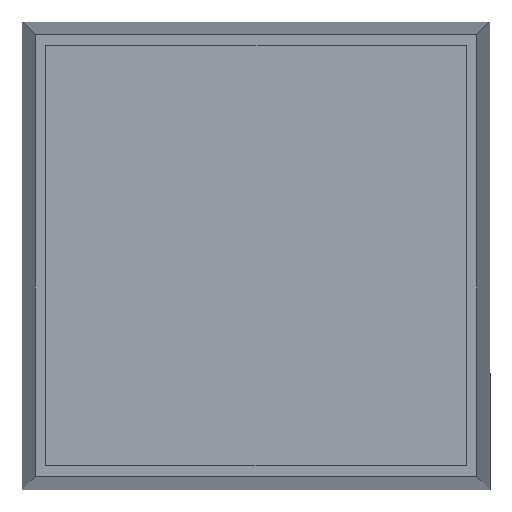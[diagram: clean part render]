
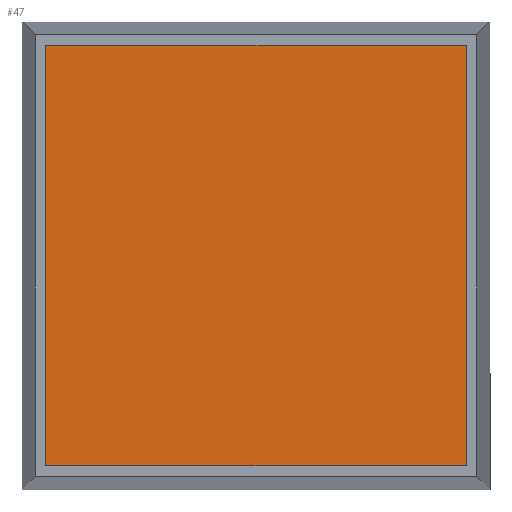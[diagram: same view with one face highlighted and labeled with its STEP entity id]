
A CAD part, top view. The second image highlights one B-rep face of the part: STEP entity #47.
In plain terms, the highlighted planar face has unit normal (0, 0, 1).
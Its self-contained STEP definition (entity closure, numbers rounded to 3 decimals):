
#26 = AXIS2_PLACEMENT_3D ( 'NONE', #137, #97, #145 ) ;
#47 = ADVANCED_FACE ( 'NONE', ( #297 ), #189, .T. ) ;
#58 = EDGE_CURVE ( 'NONE', #247, #256, #270, .T. ) ;
#59 = EDGE_CURVE ( 'NONE', #353, #247, #235, .T. ) ;
#63 = DIRECTION ( 'NONE',  ( -1., 0., 0. ) ) ;
#73 = CARTESIAN_POINT ( 'NONE',  ( -21., 21.207, 1. ) ) ;
#94 = DIRECTION ( 'NONE',  ( 0., -1., 0. ) ) ;
#97 = DIRECTION ( 'NONE',  ( 0., 0., 1. ) ) ;
#101 = DIRECTION ( 'NONE',  ( 1., 0., 0. ) ) ;
#106 = CARTESIAN_POINT ( 'NONE',  ( 21.207, -21.207, 1. ) ) ;
#118 = CARTESIAN_POINT ( 'NONE',  ( 21., -21.207, 1. ) ) ;
#122 = CARTESIAN_POINT ( 'NONE',  ( -21.207, -21., 1. ) ) ;
#123 = CARTESIAN_POINT ( 'NONE',  ( -21.207, -21.207, 1. ) ) ;
#135 = CARTESIAN_POINT ( 'NONE',  ( 21.207, 21., 1. ) ) ;
#137 = CARTESIAN_POINT ( 'NONE',  ( -22.25, -22.25, 1. ) ) ;
#145 = DIRECTION ( 'NONE',  ( 1., 0., 0. ) ) ;
#166 = CARTESIAN_POINT ( 'NONE',  ( -21.207, 21.207, 1. ) ) ;
#167 = CARTESIAN_POINT ( 'NONE',  ( 21.207, 21.207, 1. ) ) ;
#187 = DIRECTION ( 'NONE',  ( 0., 1., 0. ) ) ;
#189 = PLANE ( 'NONE',  #26 ) ;
#200 = EDGE_CURVE ( 'NONE', #231, #353, #241, .T. ) ;
#207 = EDGE_LOOP ( 'NONE', ( #324, #216, #290, #327 ) ) ;
#216 = ORIENTED_EDGE ( 'NONE', *, *, #59, .T. ) ;
#226 = VECTOR ( 'NONE', #94, 1000. ) ;
#231 = VERTEX_POINT ( 'NONE', #166 ) ;
#235 = LINE ( 'NONE', #118, #299 ) ;
#241 = LINE ( 'NONE', #122, #226 ) ;
#244 = VECTOR ( 'NONE', #63, 1000. ) ;
#247 = VERTEX_POINT ( 'NONE', #106 ) ;
#256 = VERTEX_POINT ( 'NONE', #167 ) ;
#270 = LINE ( 'NONE', #135, #377 ) ;
#290 = ORIENTED_EDGE ( 'NONE', *, *, #58, .T. ) ;
#297 = FACE_OUTER_BOUND ( 'NONE', #207, .T. ) ;
#299 = VECTOR ( 'NONE', #101, 1000. ) ;
#304 = LINE ( 'NONE', #73, #244 ) ;
#324 = ORIENTED_EDGE ( 'NONE', *, *, #200, .T. ) ;
#327 = ORIENTED_EDGE ( 'NONE', *, *, #379, .T. ) ;
#353 = VERTEX_POINT ( 'NONE', #123 ) ;
#377 = VECTOR ( 'NONE', #187, 1000. ) ;
#379 = EDGE_CURVE ( 'NONE', #256, #231, #304, .T. ) ;
